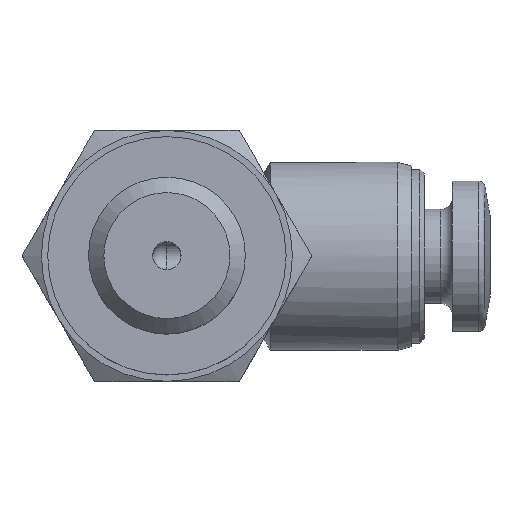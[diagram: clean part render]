
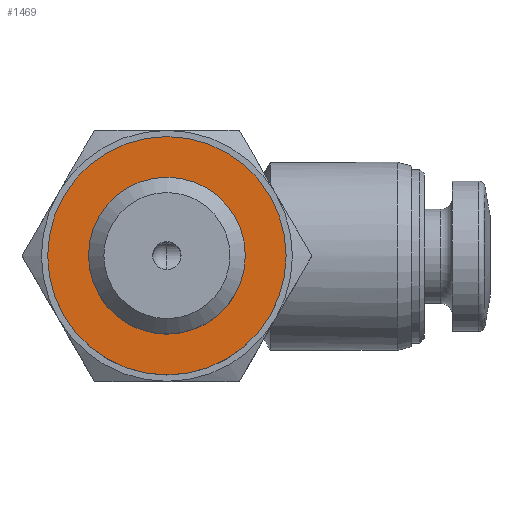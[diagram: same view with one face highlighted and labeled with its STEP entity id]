
A CAD part, top view. The second image highlights one B-rep face of the part: STEP entity #1469.
In plain terms, the highlighted planar face has unit normal (0, 0, 1).
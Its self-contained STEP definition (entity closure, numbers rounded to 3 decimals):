
#26=PLANE('',#1591);
#183=CIRCLE('',#1592,3.8);
#184=CIRCLE('',#1593,2.5);
#308=ORIENTED_EDGE('',*,*,#548,.F.);
#309=ORIENTED_EDGE('',*,*,#549,.T.);
#548=EDGE_CURVE('',#658,#658,#183,.T.);
#549=EDGE_CURVE('',#659,#659,#184,.T.);
#658=VERTEX_POINT('',#2229);
#659=VERTEX_POINT('',#2231);
#762=EDGE_LOOP('',(#308));
#763=EDGE_LOOP('',(#309));
#861=FACE_BOUND('',#762,.T.);
#862=FACE_BOUND('',#763,.T.);
#1469=ADVANCED_FACE('',(#861,#862),#26,.F.);
#1591=AXIS2_PLACEMENT_3D('',#2227,#1817,#1818);
#1592=AXIS2_PLACEMENT_3D('',#2228,#1819,#1820);
#1593=AXIS2_PLACEMENT_3D('',#2230,#1821,#1822);
#1817=DIRECTION('',(0.,0.,-1.));
#1818=DIRECTION('',(-1.,0.,0.));
#1819=DIRECTION('',(0.,0.,-1.));
#1820=DIRECTION('',(-1.,0.,0.));
#1821=DIRECTION('',(0.,0.,-1.));
#1822=DIRECTION('',(-1.,0.,0.));
#2227=CARTESIAN_POINT('',(0.,0.,10.5));
#2228=CARTESIAN_POINT('',(0.,0.,10.5));
#2229=CARTESIAN_POINT('',(-3.8,0.,10.5));
#2230=CARTESIAN_POINT('',(0.,0.,10.5));
#2231=CARTESIAN_POINT('',(-2.5,0.,10.5));
